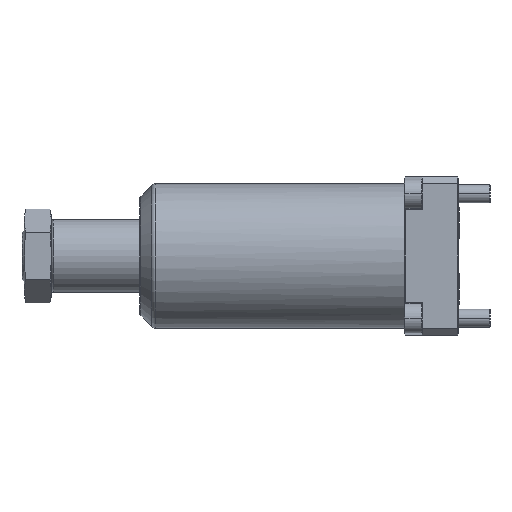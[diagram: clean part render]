
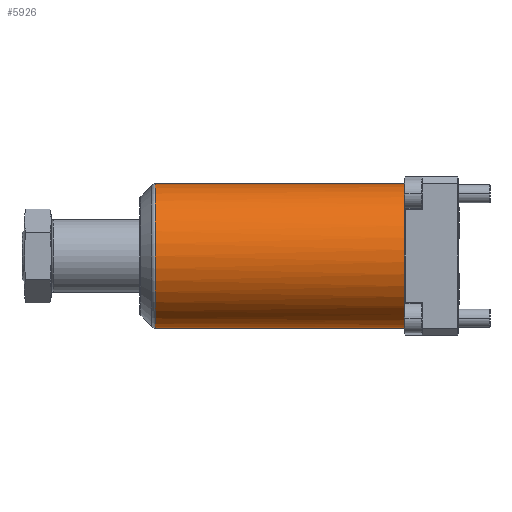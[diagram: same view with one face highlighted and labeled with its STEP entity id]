
A CAD part, left-side view. The second image highlights one B-rep face of the part: STEP entity #5926.
In plain terms, the highlighted cylindrical face has radius 31.9 mm (diameter 63.8 mm), a partial arc.
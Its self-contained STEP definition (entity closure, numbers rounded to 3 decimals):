
#183 = CARTESIAN_POINT ( 'NONE',  ( -22.784, 24., -22.327 ) ) ;
#201 = VECTOR ( 'NONE', #7751, 1000. ) ;
#233 = VERTEX_POINT ( 'NONE', #183 ) ;
#253 = EDGE_CURVE ( 'NONE', #13773, #865, #2617, .T. ) ;
#865 = VERTEX_POINT ( 'NONE', #8717 ) ;
#887 = EDGE_LOOP ( 'NONE', ( #2364, #3683, #8571, #2690, #9402, #1117, #9046, #4175 ) ) ;
#995 = DIRECTION ( 'NONE',  ( 0., 0., -1. ) ) ;
#1117 = ORIENTED_EDGE ( 'NONE', *, *, #10075, .F. ) ;
#1191 = DIRECTION ( 'NONE',  ( 0., -1., 0. ) ) ;
#1362 = AXIS2_PLACEMENT_3D ( 'NONE', #14367, #3554, #2431 ) ;
#1778 = CARTESIAN_POINT ( 'NONE',  ( 0., 0., -31.9 ) ) ;
#1833 = DIRECTION ( 'NONE',  ( 0., -1., 0. ) ) ;
#2010 = LINE ( 'NONE', #1778, #8538 ) ;
#2304 = DIRECTION ( 'NONE',  ( 0., -1., 0. ) ) ;
#2364 = ORIENTED_EDGE ( 'NONE', *, *, #2950, .F. ) ;
#2387 = CIRCLE ( 'NONE', #1362, 31.9 ) ;
#2431 = DIRECTION ( 'NONE',  ( 0., 0., 1. ) ) ;
#2617 = CIRCLE ( 'NONE', #13526, 31.9 ) ;
#2622 = CARTESIAN_POINT ( 'NONE',  ( 0., 24., 0. ) ) ;
#2690 = ORIENTED_EDGE ( 'NONE', *, *, #3862, .F. ) ;
#2950 = EDGE_CURVE ( 'NONE', #14645, #13773, #4075, .T. ) ;
#3035 = EDGE_CURVE ( 'NONE', #14645, #13793, #3054, .T. ) ;
#3054 = CIRCLE ( 'NONE', #13969, 31.9 ) ;
#3296 = CARTESIAN_POINT ( 'NONE',  ( 0., 24., -31.9 ) ) ;
#3554 = DIRECTION ( 'NONE',  ( 0., -1., 0. ) ) ;
#3683 = ORIENTED_EDGE ( 'NONE', *, *, #3035, .T. ) ;
#3862 = EDGE_CURVE ( 'NONE', #5064, #4318, #9485, .T. ) ;
#4075 = LINE ( 'NONE', #13763, #201 ) ;
#4175 = ORIENTED_EDGE ( 'NONE', *, *, #253, .F. ) ;
#4318 = VERTEX_POINT ( 'NONE', #3296 ) ;
#4410 = AXIS2_PLACEMENT_3D ( 'NONE', #15497, #4616, #9474 ) ;
#4616 = DIRECTION ( 'NONE',  ( 0., -1., 0. ) ) ;
#5064 = VERTEX_POINT ( 'NONE', #11146 ) ;
#5282 = CARTESIAN_POINT ( 'NONE',  ( 0., 0., 0. ) ) ;
#5926 = ADVANCED_FACE ( 'NONE', ( #14903 ), #6728, .T. ) ;
#6384 = DIRECTION ( 'NONE',  ( 0., 0., -1. ) ) ;
#6728 = CYLINDRICAL_SURFACE ( 'NONE', #10905, 31.9 ) ;
#7249 = CARTESIAN_POINT ( 'NONE',  ( -22.784, 24., 22.327 ) ) ;
#7404 = CARTESIAN_POINT ( 'NONE',  ( 0., 24., 31.9 ) ) ;
#7494 = DIRECTION ( 'NONE',  ( 0., 0., -1. ) ) ;
#7751 = DIRECTION ( 'NONE',  ( 0., -1., 0. ) ) ;
#7890 = CARTESIAN_POINT ( 'NONE',  ( 0., 24., 0. ) ) ;
#8006 = CARTESIAN_POINT ( 'NONE',  ( 0., 134.172, 31.9 ) ) ;
#8273 = DIRECTION ( 'NONE',  ( 0., -1., 0. ) ) ;
#8538 = VECTOR ( 'NONE', #15385, 1000. ) ;
#8571 = ORIENTED_EDGE ( 'NONE', *, *, #14553, .T. ) ;
#8717 = CARTESIAN_POINT ( 'NONE',  ( -22.327, 24., 22.784 ) ) ;
#8908 = EDGE_CURVE ( 'NONE', #233, #5064, #9738, .T. ) ;
#8974 = AXIS2_PLACEMENT_3D ( 'NONE', #7890, #1191, #6384 ) ;
#9046 = ORIENTED_EDGE ( 'NONE', *, *, #12896, .F. ) ;
#9402 = ORIENTED_EDGE ( 'NONE', *, *, #8908, .F. ) ;
#9474 = DIRECTION ( 'NONE',  ( 0., 0., 1. ) ) ;
#9485 = CIRCLE ( 'NONE', #8974, 31.9 ) ;
#9738 = CIRCLE ( 'NONE', #4410, 31.9 ) ;
#9759 = VERTEX_POINT ( 'NONE', #7249 ) ;
#9942 = CARTESIAN_POINT ( 'NONE',  ( 0., 134.172, -31.9 ) ) ;
#10075 = EDGE_CURVE ( 'NONE', #9759, #233, #12802, .T. ) ;
#10601 = DIRECTION ( 'NONE',  ( 0., 0., -1. ) ) ;
#10905 = AXIS2_PLACEMENT_3D ( 'NONE', #5282, #15055, #11558 ) ;
#11146 = CARTESIAN_POINT ( 'NONE',  ( -22.327, 24., -22.784 ) ) ;
#11558 = DIRECTION ( 'NONE',  ( 0., 0., -1. ) ) ;
#12802 = CIRCLE ( 'NONE', #14828, 31.9 ) ;
#12896 = EDGE_CURVE ( 'NONE', #865, #9759, #2387, .T. ) ;
#13526 = AXIS2_PLACEMENT_3D ( 'NONE', #2622, #2304, #7494 ) ;
#13763 = CARTESIAN_POINT ( 'NONE',  ( 0., 0., 31.9 ) ) ;
#13773 = VERTEX_POINT ( 'NONE', #7404 ) ;
#13793 = VERTEX_POINT ( 'NONE', #9942 ) ;
#13969 = AXIS2_PLACEMENT_3D ( 'NONE', #14006, #1833, #10601 ) ;
#14006 = CARTESIAN_POINT ( 'NONE',  ( 0., 134.172, 0. ) ) ;
#14367 = CARTESIAN_POINT ( 'NONE',  ( 0., 24., 0. ) ) ;
#14553 = EDGE_CURVE ( 'NONE', #13793, #4318, #2010, .T. ) ;
#14645 = VERTEX_POINT ( 'NONE', #8006 ) ;
#14828 = AXIS2_PLACEMENT_3D ( 'NONE', #15482, #8273, #995 ) ;
#14903 = FACE_OUTER_BOUND ( 'NONE', #887, .T. ) ;
#15055 = DIRECTION ( 'NONE',  ( 0., -1., 0. ) ) ;
#15385 = DIRECTION ( 'NONE',  ( 0., -1., 0. ) ) ;
#15482 = CARTESIAN_POINT ( 'NONE',  ( 0., 24., 0. ) ) ;
#15497 = CARTESIAN_POINT ( 'NONE',  ( 0., 24., 0. ) ) ;
